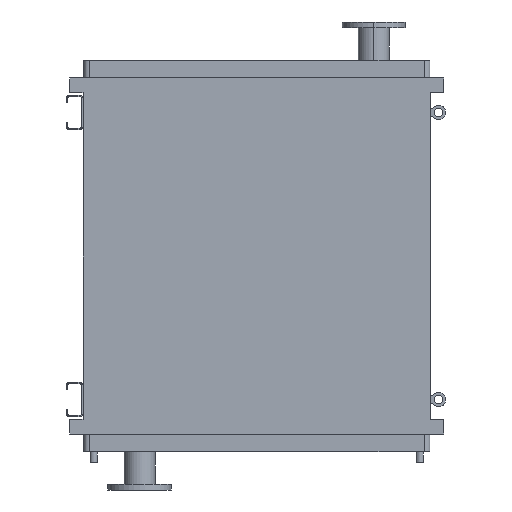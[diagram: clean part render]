
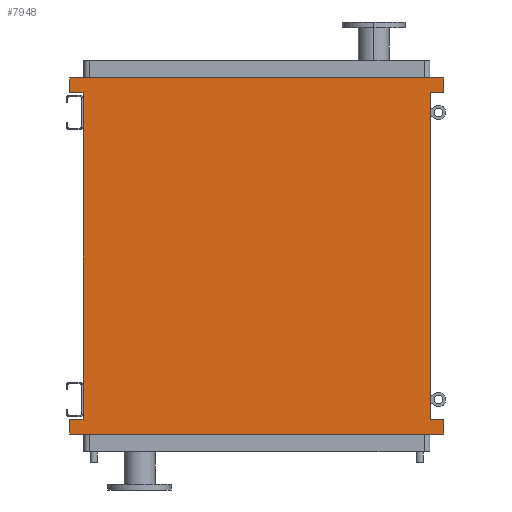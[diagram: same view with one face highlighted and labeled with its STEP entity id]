
A CAD part, front view. The second image highlights one B-rep face of the part: STEP entity #7948.
In plain terms, the highlighted planar face has unit normal (0, -1, 0).
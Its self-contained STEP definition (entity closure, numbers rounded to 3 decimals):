
#50 = DIRECTION ( 'NONE',  ( 1., 0., 0. ) ) ;
#351 = EDGE_CURVE ( 'NONE', #7455, #2574, #7768, .T. ) ;
#461 = VECTOR ( 'NONE', #5099, 1000. ) ;
#495 = EDGE_CURVE ( 'NONE', #6708, #5699, #1160, .T. ) ;
#536 = FACE_OUTER_BOUND ( 'NONE', #2725, .T. ) ;
#708 = LINE ( 'NONE', #3827, #2297 ) ;
#768 = LINE ( 'NONE', #7296, #3810 ) ;
#1012 = ORIENTED_EDGE ( 'NONE', *, *, #3845, .F. ) ;
#1157 = VERTEX_POINT ( 'NONE', #7707 ) ;
#1160 = LINE ( 'NONE', #3624, #2944 ) ;
#1220 = DIRECTION ( 'NONE',  ( 0., -1., 0. ) ) ;
#1328 = DIRECTION ( 'NONE',  ( 1., 0., 0. ) ) ;
#1545 = CARTESIAN_POINT ( 'NONE',  ( 651., 0., -1093. ) ) ;
#1619 = DIRECTION ( 'NONE',  ( 1., 0., 0. ) ) ;
#1655 = VECTOR ( 'NONE', #5720, 1000. ) ;
#1694 = EDGE_CURVE ( 'NONE', #7455, #7724, #6257, .T. ) ;
#1739 = CARTESIAN_POINT ( 'NONE',  ( 651., 0., -1145. ) ) ;
#1812 = ORIENTED_EDGE ( 'NONE', *, *, #6876, .F. ) ;
#1843 = LINE ( 'NONE', #4924, #7850 ) ;
#1885 = VECTOR ( 'NONE', #6759, 1000. ) ;
#1937 = LINE ( 'NONE', #2506, #4727 ) ;
#2065 = LINE ( 'NONE', #5059, #461 ) ;
#2285 = ORIENTED_EDGE ( 'NONE', *, *, #7589, .F. ) ;
#2297 = VECTOR ( 'NONE', #3784, 1000. ) ;
#2480 = CARTESIAN_POINT ( 'NONE',  ( 605., 0., -1093. ) ) ;
#2506 = CARTESIAN_POINT ( 'NONE',  ( 651., 0., 43. ) ) ;
#2541 = CARTESIAN_POINT ( 'NONE',  ( 605., 0., 43. ) ) ;
#2574 = VERTEX_POINT ( 'NONE', #5047 ) ;
#2619 = VERTEX_POINT ( 'NONE', #5948 ) ;
#2725 = EDGE_LOOP ( 'NONE', ( #6067, #6724, #5293, #1012, #3307, #3370, #2285, #3265, #1812, #7918, #4037, #5531 ) ) ;
#2940 = VERTEX_POINT ( 'NONE', #5195 ) ;
#2944 = VECTOR ( 'NONE', #3127, 1000. ) ;
#2969 = PLANE ( 'NONE',  #7881 ) ;
#3095 = CARTESIAN_POINT ( 'NONE',  ( 605., 0., -1093. ) ) ;
#3116 = VERTEX_POINT ( 'NONE', #6204 ) ;
#3122 = EDGE_CURVE ( 'NONE', #6012, #2940, #6886, .T. ) ;
#3127 = DIRECTION ( 'NONE',  ( 0., 0., 1. ) ) ;
#3149 = DIRECTION ( 'NONE',  ( 0., 0., -1. ) ) ;
#3245 = LINE ( 'NONE', #6377, #1655 ) ;
#3265 = ORIENTED_EDGE ( 'NONE', *, *, #3122, .F. ) ;
#3307 = ORIENTED_EDGE ( 'NONE', *, *, #495, .F. ) ;
#3370 = ORIENTED_EDGE ( 'NONE', *, *, #4362, .F. ) ;
#3461 = VECTOR ( 'NONE', #6555, 1000. ) ;
#3624 = CARTESIAN_POINT ( 'NONE',  ( -651., 0., 95. ) ) ;
#3662 = EDGE_CURVE ( 'NONE', #1157, #5570, #1937, .T. ) ;
#3752 = DIRECTION ( 'NONE',  ( -1., 0., 0. ) ) ;
#3754 = EDGE_CURVE ( 'NONE', #6760, #3116, #2065, .T. ) ;
#3769 = CARTESIAN_POINT ( 'NONE',  ( 651., 0., 43. ) ) ;
#3784 = DIRECTION ( 'NONE',  ( 0., 0., 1. ) ) ;
#3810 = VECTOR ( 'NONE', #1619, 1000. ) ;
#3827 = CARTESIAN_POINT ( 'NONE',  ( -651., 0., -1145. ) ) ;
#3845 = EDGE_CURVE ( 'NONE', #5699, #1157, #768, .T. ) ;
#4037 = ORIENTED_EDGE ( 'NONE', *, *, #4488, .F. ) ;
#4114 = EDGE_CURVE ( 'NONE', #5570, #2574, #4932, .T. ) ;
#4155 = CARTESIAN_POINT ( 'NONE',  ( 605., 0., -1050. ) ) ;
#4277 = LINE ( 'NONE', #5541, #1885 ) ;
#4362 = EDGE_CURVE ( 'NONE', #2619, #6708, #1843, .T. ) ;
#4488 = EDGE_CURVE ( 'NONE', #7724, #6760, #4277, .T. ) ;
#4664 = CARTESIAN_POINT ( 'NONE',  ( -651., 0., 95. ) ) ;
#4727 = VECTOR ( 'NONE', #3149, 1000. ) ;
#4812 = CARTESIAN_POINT ( 'NONE',  ( -651., 0., 43. ) ) ;
#4872 = CARTESIAN_POINT ( 'NONE',  ( -605., 0., -1050. ) ) ;
#4924 = CARTESIAN_POINT ( 'NONE',  ( -651., 0., 43. ) ) ;
#4932 = LINE ( 'NONE', #2541, #7979 ) ;
#5021 = CARTESIAN_POINT ( 'NONE',  ( -651., 0., -1093. ) ) ;
#5047 = CARTESIAN_POINT ( 'NONE',  ( 605., 0., 43. ) ) ;
#5059 = CARTESIAN_POINT ( 'NONE',  ( 651., 0., -1145. ) ) ;
#5099 = DIRECTION ( 'NONE',  ( -1., 0., 0. ) ) ;
#5195 = CARTESIAN_POINT ( 'NONE',  ( -605., 0., -1093. ) ) ;
#5293 = ORIENTED_EDGE ( 'NONE', *, *, #3662, .F. ) ;
#5531 = ORIENTED_EDGE ( 'NONE', *, *, #1694, .F. ) ;
#5541 = CARTESIAN_POINT ( 'NONE',  ( 651., 0., -1093. ) ) ;
#5570 = VERTEX_POINT ( 'NONE', #3769 ) ;
#5699 = VERTEX_POINT ( 'NONE', #4664 ) ;
#5720 = DIRECTION ( 'NONE',  ( 0., 0., 1. ) ) ;
#5948 = CARTESIAN_POINT ( 'NONE',  ( -605., 0., 43. ) ) ;
#5990 = VECTOR ( 'NONE', #50, 1000. ) ;
#6012 = VERTEX_POINT ( 'NONE', #7558 ) ;
#6067 = ORIENTED_EDGE ( 'NONE', *, *, #351, .T. ) ;
#6204 = CARTESIAN_POINT ( 'NONE',  ( -651., 0., -1145. ) ) ;
#6257 = LINE ( 'NONE', #3095, #5990 ) ;
#6377 = CARTESIAN_POINT ( 'NONE',  ( -605., 0., -1050. ) ) ;
#6555 = DIRECTION ( 'NONE',  ( 0., 0., 1. ) ) ;
#6708 = VERTEX_POINT ( 'NONE', #4812 ) ;
#6724 = ORIENTED_EDGE ( 'NONE', *, *, #4114, .F. ) ;
#6759 = DIRECTION ( 'NONE',  ( 0., 0., -1. ) ) ;
#6760 = VERTEX_POINT ( 'NONE', #1739 ) ;
#6796 = DIRECTION ( 'NONE',  ( -1., 0., 0. ) ) ;
#6876 = EDGE_CURVE ( 'NONE', #3116, #6012, #708, .T. ) ;
#6886 = LINE ( 'NONE', #5021, #7702 ) ;
#7296 = CARTESIAN_POINT ( 'NONE',  ( 651., 0., 95. ) ) ;
#7455 = VERTEX_POINT ( 'NONE', #2480 ) ;
#7558 = CARTESIAN_POINT ( 'NONE',  ( -651., 0., -1093. ) ) ;
#7589 = EDGE_CURVE ( 'NONE', #2940, #2619, #3245, .T. ) ;
#7702 = VECTOR ( 'NONE', #1328, 1000. ) ;
#7707 = CARTESIAN_POINT ( 'NONE',  ( 651., 0., 95. ) ) ;
#7724 = VERTEX_POINT ( 'NONE', #1545 ) ;
#7768 = LINE ( 'NONE', #4155, #3461 ) ;
#7850 = VECTOR ( 'NONE', #6796, 1000. ) ;
#7881 = AXIS2_PLACEMENT_3D ( 'NONE', #4872, #1220, #7917 ) ;
#7917 = DIRECTION ( 'NONE',  ( 0., 0., -1. ) ) ;
#7918 = ORIENTED_EDGE ( 'NONE', *, *, #3754, .F. ) ;
#7948 = ADVANCED_FACE ( 'NONE', ( #536 ), #2969, .T. ) ;
#7979 = VECTOR ( 'NONE', #3752, 1000. ) ;
